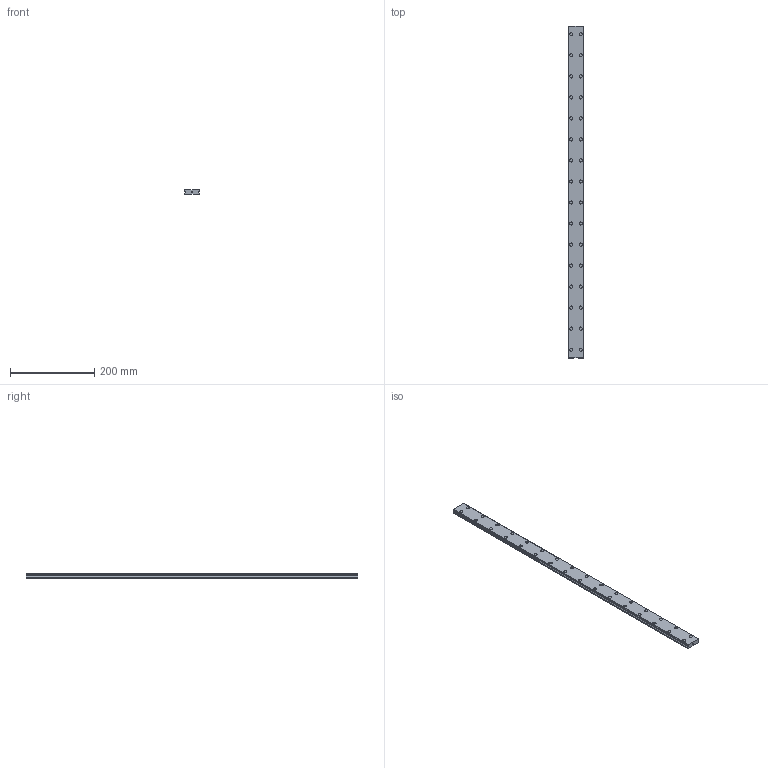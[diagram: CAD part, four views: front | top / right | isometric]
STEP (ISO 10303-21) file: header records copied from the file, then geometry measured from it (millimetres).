
FILE_DESCRIPTION(('STEP AP214'),'1');
FILE_NAME('cctmp_9348A791-31B0-44B9-BAD5-680760E51F38_2021_03_03_11_50_19_0671..stp','2021-03-03T10:50:19',('HIWIN GmbH'),('CADClick - www.CADClick.com'),'Spatial InterOp 3D',' ','unknown authorization');
FILE_SCHEMA(('AUTOMOTIVE_DESIGN'));
Length unit declared in the file: millimetre
Products named in the file (1): WER21R790H_FILE
Bounding box: 37 x 790 x 11 mm (x, y, z)
Volume: 292639 mm3; surface area: 86141.2 mm2
Topology: 1 solids, 1 shells, 391 faces, 867 edges, 578 vertices
Faces by surface type: cylinder 210, plane 181
Entity records: 14133 total; most frequent: DIRECTION 2071, CARTESIAN_POINT 1837, ORIENTED_EDGE 1734, EDGE_CURVE 867, AXIS2_PLACEMENT_3D 812, VERTEX_POINT 578, EDGE_LOOP 491, LINE 447
